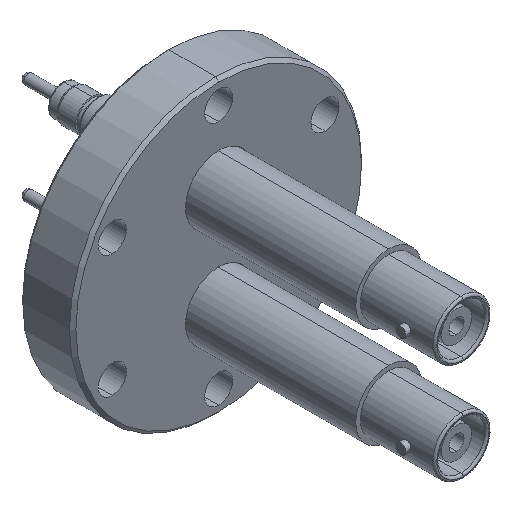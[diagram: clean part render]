
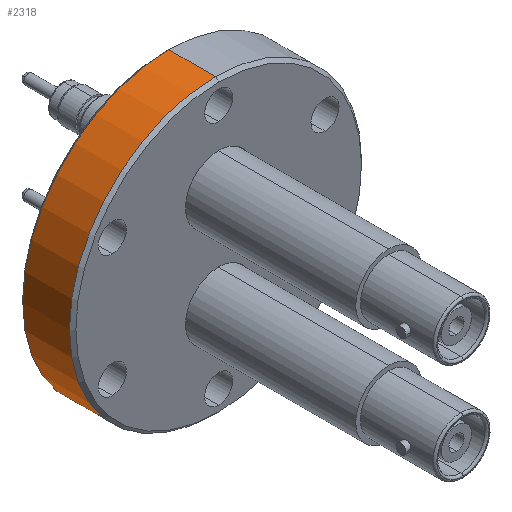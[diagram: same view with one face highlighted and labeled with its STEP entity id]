
A CAD part, isometric view. The second image highlights one B-rep face of the part: STEP entity #2318.
In plain terms, the highlighted cylindrical face has radius 34.925 mm (diameter 69.85 mm), a partial arc.
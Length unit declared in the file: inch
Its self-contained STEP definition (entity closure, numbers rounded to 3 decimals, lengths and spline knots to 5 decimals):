
#97 = VECTOR ( 'NONE', #6255, 39.37008 ) ;
#552 = VECTOR ( 'NONE', #6628, 39.37008 ) ;
#721 = EDGE_CURVE ( 'NONE', #1227, #1239, #6250, .T. ) ;
#798 = EDGE_CURVE ( 'NONE', #1206, #1322, #6624, .T. ) ;
#1206 = VERTEX_POINT ( 'NONE', #4352 ) ;
#1227 = VERTEX_POINT ( 'NONE', #4373 ) ;
#1239 = VERTEX_POINT ( 'NONE', #4383 ) ;
#1322 = VERTEX_POINT ( 'NONE', #4462 ) ;
#1819 = AXIS2_PLACEMENT_3D ( 'NONE', #5999, #6000, #6001 ) ;
#1919 = AXIS2_PLACEMENT_3D ( 'NONE', #5897, #5898, #5899 ) ;
#1970 = CIRCLE ( 'NONE', #1919, 1.375 ) ;
#2015 = CIRCLE ( 'NONE', #1819, 1.375 ) ;
#2175 = EDGE_CURVE ( 'NONE', #1239, #1322, #1970, .T. ) ;
#2207 = EDGE_CURVE ( 'NONE', #1227, #1206, #2015, .T. ) ;
#2318 = ADVANCED_FACE ( 'NONE', ( #5437 ), #5440, .T. ) ;
#3788 = EDGE_LOOP ( 'NONE', ( #5531, #5530, #5529, #5528 ) ) ;
#4352 = CARTESIAN_POINT ( 'NONE',  ( 0., -1.14312, 1.375 ) ) ;
#4373 = CARTESIAN_POINT ( 'NONE',  ( 0., -1.14312, -1.375 ) ) ;
#4383 = CARTESIAN_POINT ( 'NONE',  ( 0., -0.70312, -1.375 ) ) ;
#4462 = CARTESIAN_POINT ( 'NONE',  ( 0., -0.70312, 1.375 ) ) ;
#5428 = DIRECTION ( 'NONE',  ( 0., 1., 0. ) ) ;
#5437 = FACE_OUTER_BOUND ( 'NONE', #3788, .T. ) ;
#5438 = CARTESIAN_POINT ( 'NONE',  ( 0., 0., 0. ) ) ;
#5440 = CYLINDRICAL_SURFACE ( 'NONE', #5682, 1.375 ) ;
#5441 = DIRECTION ( 'NONE',  ( 0., 0., 1. ) ) ;
#5528 = ORIENTED_EDGE ( 'NONE', *, *, #2175, .F. ) ;
#5529 = ORIENTED_EDGE ( 'NONE', *, *, #798, .T. ) ;
#5530 = ORIENTED_EDGE ( 'NONE', *, *, #2207, .T. ) ;
#5531 = ORIENTED_EDGE ( 'NONE', *, *, #721, .F. ) ;
#5682 = AXIS2_PLACEMENT_3D ( 'NONE', #5438, #5428, #5441 ) ;
#5897 = CARTESIAN_POINT ( 'NONE',  ( 0., -0.70312, 0. ) ) ;
#5898 = DIRECTION ( 'NONE',  ( 0., 1., 0. ) ) ;
#5899 = DIRECTION ( 'NONE',  ( 0., 0., 1. ) ) ;
#5999 = CARTESIAN_POINT ( 'NONE',  ( 0., -1.14312, 0. ) ) ;
#6000 = DIRECTION ( 'NONE',  ( 0., 1., 0. ) ) ;
#6001 = DIRECTION ( 'NONE',  ( 0., 0., 1. ) ) ;
#6250 = LINE ( 'NONE', #6254, #97 ) ;
#6254 = CARTESIAN_POINT ( 'NONE',  ( 0., 0., -1.375 ) ) ;
#6255 = DIRECTION ( 'NONE',  ( 0., 1., 0. ) ) ;
#6614 = CARTESIAN_POINT ( 'NONE',  ( 0., 0., 1.375 ) ) ;
#6624 = LINE ( 'NONE', #6614, #552 ) ;
#6628 = DIRECTION ( 'NONE',  ( 0., 1., 0. ) ) ;
